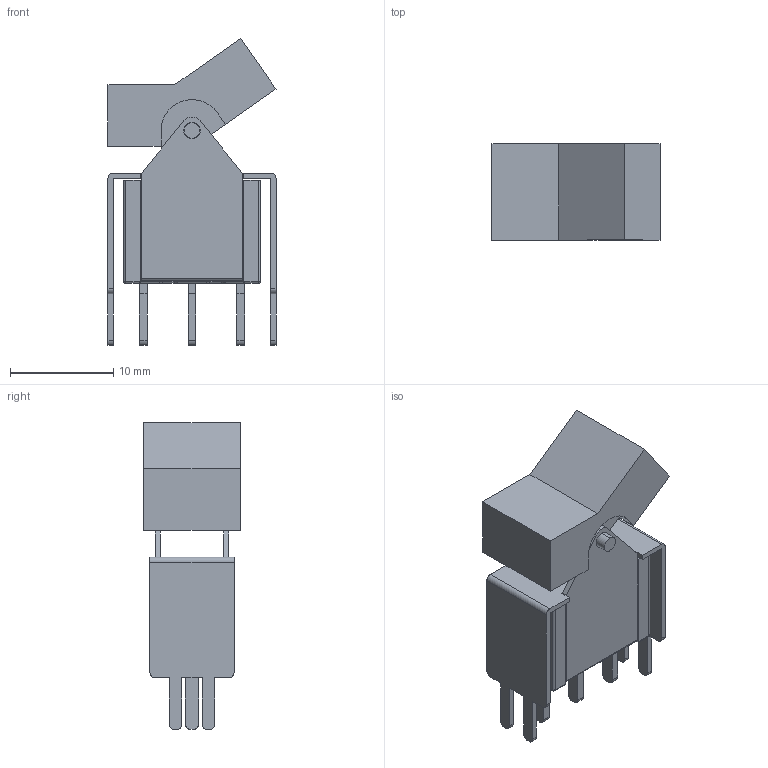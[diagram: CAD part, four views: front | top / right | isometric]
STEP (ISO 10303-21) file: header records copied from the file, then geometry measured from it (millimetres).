
FILE_DESCRIPTION (( 'STEP AP214' ), '1' );
FILE_NAME ('SW-TH_L16.2-W9.3-H24.7-P4.7.step', '2022-07-26T17:12:04', ( '' ), ( '' ), 'SwSTEP 2.0', 'SolidWorks 2020', '' );
FILE_SCHEMA (( 'AUTOMOTIVE_DESIGN' ));
Length unit declared in the file: millimetre
Products named in the file (1): SW-TH_L16.2-W9.3-H24.7-P4.7
Bounding box: 16.26 x 9.3 x 29.7 mm (x, y, z)
Volume: 1962 mm3; surface area: 2610.1 mm2
Topology: 23 solids, 23 shells, 529 faces, 1382 edges, 904 vertices
Faces by surface type: plane 322, bspline 112, cylinder 83, torus 8, sphere 4
Entity records: 22710 total; most frequent: CARTESIAN_POINT 4964, ORIENTED_EDGE 2756, DIRECTION 2112, EDGE_CURVE 1378, LINE 992, VECTOR 992, VERTEX_POINT 904, AXIS2_PLACEMENT_3D 560
